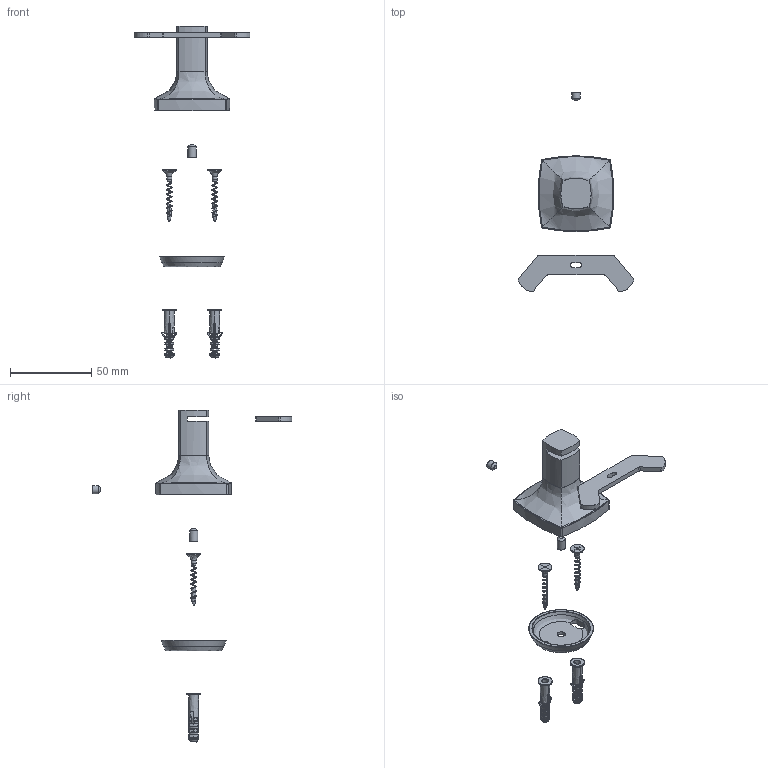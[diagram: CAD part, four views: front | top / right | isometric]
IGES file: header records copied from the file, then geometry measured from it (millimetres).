
Global section: file name: PATMOS_IKILI_ASKILIK_SIYAH.igs; native system: NX V11.0; preprocessor: SIEMENS PLM Software NX 11.0; date: 20220127.161107; units: millimetre
Bounding box: 71.23 x 122.53 x 204.07 mm (x, y, z)
Surface area: 31589.6 mm2 (no closed solid volume)
Topology: 0 solids, 0 shells, 1009 faces, 5661 edges, 5584 vertices
Faces by surface type: bspline 1009
